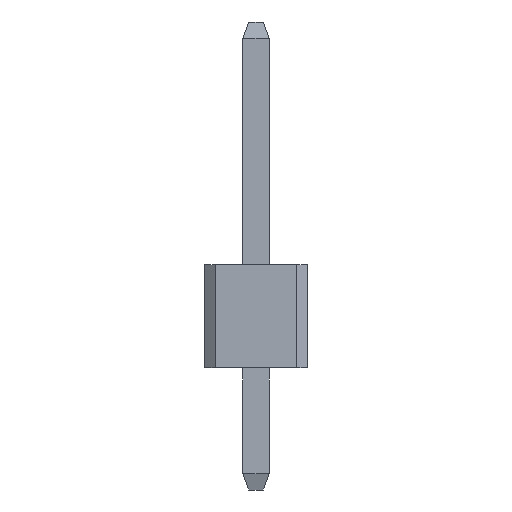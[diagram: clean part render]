
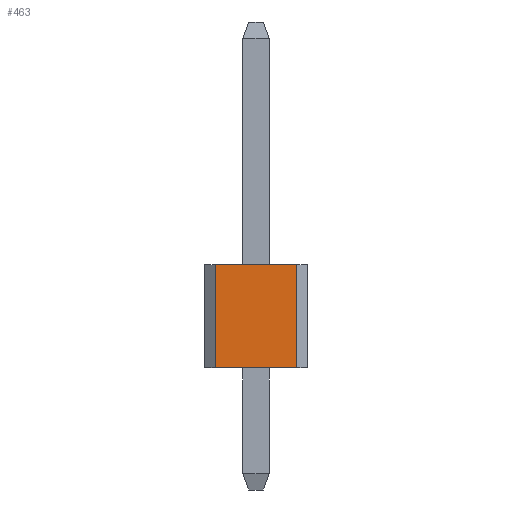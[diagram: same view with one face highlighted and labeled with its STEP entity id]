
A CAD part, front view. The second image highlights one B-rep face of the part: STEP entity #463.
In plain terms, the highlighted planar face has unit normal (0, -1, 0).
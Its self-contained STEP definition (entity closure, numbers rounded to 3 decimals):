
#46 = CARTESIAN_POINT ( 'NONE',  ( -1., -1.27, 5.54 ) ) ;
#54 = DIRECTION ( 'NONE',  ( 0., -1., 0. ) ) ;
#79 = DIRECTION ( 'NONE',  ( 0., 0., -1. ) ) ;
#90 = CARTESIAN_POINT ( 'NONE',  ( 1., -1.27, 3. ) ) ;
#95 = EDGE_CURVE ( 'NONE', #812, #1172, #656, .T. ) ;
#176 = DIRECTION ( 'NONE',  ( 0., 0., -1. ) ) ;
#187 = ORIENTED_EDGE ( 'NONE', *, *, #651, .T. ) ;
#228 = EDGE_CURVE ( 'NONE', #812, #384, #966, .T. ) ;
#256 = CARTESIAN_POINT ( 'NONE',  ( 1., -1.27, 5.54 ) ) ;
#326 = LINE ( 'NONE', #1109, #1192 ) ;
#368 = EDGE_CURVE ( 'NONE', #384, #1353, #549, .T. ) ;
#384 = VERTEX_POINT ( 'NONE', #90 ) ;
#428 = CARTESIAN_POINT ( 'NONE',  ( -1., -1.27, 5.54 ) ) ;
#463 = ADVANCED_FACE ( 'NONE', ( #1184 ), #1168, .T. ) ;
#513 = CARTESIAN_POINT ( 'NONE',  ( 1., -1.27, 5.54 ) ) ;
#518 = VECTOR ( 'NONE', #892, 1000. ) ;
#549 = LINE ( 'NONE', #1465, #518 ) ;
#651 = EDGE_CURVE ( 'NONE', #1172, #1353, #326, .T. ) ;
#656 = LINE ( 'NONE', #428, #921 ) ;
#710 = VECTOR ( 'NONE', #176, 1000. ) ;
#812 = VERTEX_POINT ( 'NONE', #513 ) ;
#847 = ORIENTED_EDGE ( 'NONE', *, *, #95, .T. ) ;
#892 = DIRECTION ( 'NONE',  ( -1., 0., 0. ) ) ;
#921 = VECTOR ( 'NONE', #1340, 1000. ) ;
#924 = EDGE_LOOP ( 'NONE', ( #1312, #1261, #847, #187 ) ) ;
#932 = CARTESIAN_POINT ( 'NONE',  ( -1., -1.27, 3. ) ) ;
#966 = LINE ( 'NONE', #256, #710 ) ;
#1031 = CARTESIAN_POINT ( 'NONE',  ( -1., -1.27, 5.54 ) ) ;
#1109 = CARTESIAN_POINT ( 'NONE',  ( -1., -1.27, 5.54 ) ) ;
#1168 = PLANE ( 'NONE',  #1355 ) ;
#1172 = VERTEX_POINT ( 'NONE', #1031 ) ;
#1184 = FACE_OUTER_BOUND ( 'NONE', #924, .T. ) ;
#1192 = VECTOR ( 'NONE', #79, 1000. ) ;
#1261 = ORIENTED_EDGE ( 'NONE', *, *, #228, .F. ) ;
#1312 = ORIENTED_EDGE ( 'NONE', *, *, #368, .F. ) ;
#1340 = DIRECTION ( 'NONE',  ( -1., 0., 0. ) ) ;
#1353 = VERTEX_POINT ( 'NONE', #932 ) ;
#1355 = AXIS2_PLACEMENT_3D ( 'NONE', #46, #54, #1423 ) ;
#1423 = DIRECTION ( 'NONE',  ( 0., 0., -1. ) ) ;
#1465 = CARTESIAN_POINT ( 'NONE',  ( -1., -1.27, 3. ) ) ;
